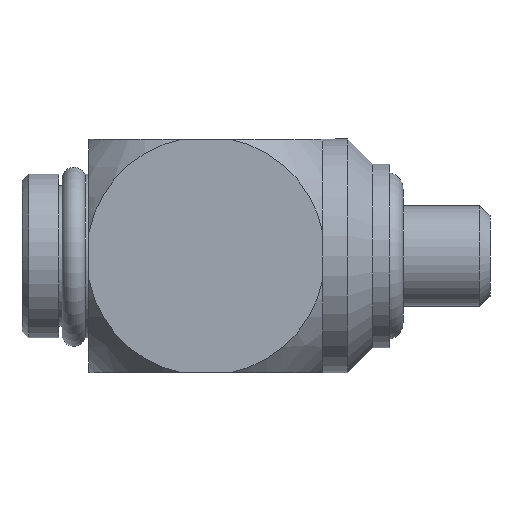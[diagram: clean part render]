
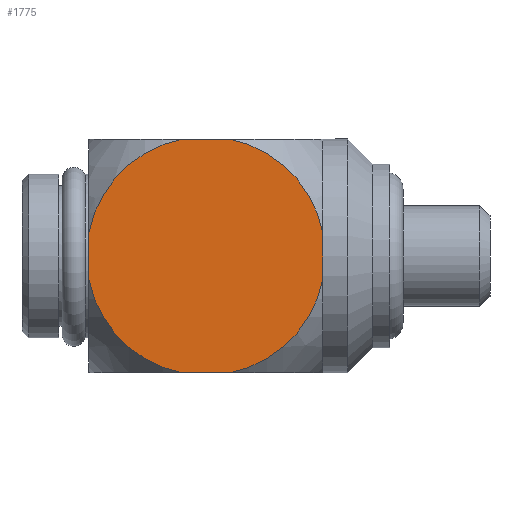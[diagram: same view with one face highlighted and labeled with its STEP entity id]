
A CAD part, left-side view. The second image highlights one B-rep face of the part: STEP entity #1775.
In plain terms, the highlighted planar face has unit normal (-1, 0, 0).
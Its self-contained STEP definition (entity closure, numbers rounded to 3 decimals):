
#1542 = VERTEX_POINT ( 'NONE', #2413 ) ;
#1556 = EDGE_CURVE ( 'NONE', #1542, #1574, #2420, .T. ) ;
#1574 = VERTEX_POINT ( 'NONE', #2487 ) ;
#1617 = VERTEX_POINT ( 'NONE', #2718 ) ;
#1618 = EDGE_CURVE ( 'NONE', #1713, #1620, #2707, .T. ) ;
#1620 = VERTEX_POINT ( 'NONE', #2697 ) ;
#1621 = EDGE_CURVE ( 'NONE', #1617, #1763, #2726, .T. ) ;
#1624 = VERTEX_POINT ( 'NONE', #2601 ) ;
#1628 = EDGE_CURVE ( 'NONE', #1676, #1542, #2618, .T. ) ;
#1635 = ORIENTED_EDGE ( 'NONE', *, *, #1621, .F. ) ;
#1636 = ORIENTED_EDGE ( 'NONE', *, *, #1637, .F. ) ;
#1637 = EDGE_CURVE ( 'NONE', #1624, #1617, #2607, .T. ) ;
#1638 = ORIENTED_EDGE ( 'NONE', *, *, #1678, .F. ) ;
#1639 = ORIENTED_EDGE ( 'NONE', *, *, #1556, .F. ) ;
#1640 = ORIENTED_EDGE ( 'NONE', *, *, #1628, .F. ) ;
#1641 = ORIENTED_EDGE ( 'NONE', *, *, #1642, .F. ) ;
#1642 = EDGE_CURVE ( 'NONE', #1620, #1676, #2621, .T. ) ;
#1643 = ORIENTED_EDGE ( 'NONE', *, *, #1618, .F. ) ;
#1644 = ORIENTED_EDGE ( 'NONE', *, *, #1645, .F. ) ;
#1645 = EDGE_CURVE ( 'NONE', #1646, #1713, #2615, .T. ) ;
#1646 = VERTEX_POINT ( 'NONE', #2608 ) ;
#1676 = VERTEX_POINT ( 'NONE', #2669 ) ;
#1678 = EDGE_CURVE ( 'NONE', #1574, #1624, #2665, .T. ) ;
#1713 = VERTEX_POINT ( 'NONE', #2831 ) ;
#1763 = VERTEX_POINT ( 'NONE', #2871 ) ;
#1775 = ADVANCED_FACE ( 'NONE', ( #2843 ), #2842, .T. ) ;
#1776 = EDGE_LOOP ( 'NONE', ( #1635, #1636, #1638, #1639, #1640, #1641, #1643, #1644, #1779 ) ) ;
#1779 = ORIENTED_EDGE ( 'NONE', *, *, #1780, .F. ) ;
#1780 = EDGE_CURVE ( 'NONE', #1763, #1646, #2889, .T. ) ;
#2406 = CARTESIAN_POINT ( 'NONE',  ( -3.5, 12., 3.5 ) ) ;
#2413 = CARTESIAN_POINT ( 'NONE',  ( -3.5, 12., -0.707 ) ) ;
#2417 = DIRECTION ( 'NONE',  ( 0., 0., 1. ) ) ;
#2418 = VECTOR ( 'NONE', #2417, 1000. ) ;
#2420 = LINE ( 'NONE', #2406, #2418 ) ;
#2487 = CARTESIAN_POINT ( 'NONE',  ( -3.5, 12., 0.707 ) ) ;
#2601 = CARTESIAN_POINT ( 'NONE',  ( -3.5, 9.207, 3.5 ) ) ;
#2605 = DIRECTION ( 'NONE',  ( 0., -1., 0. ) ) ;
#2606 = CARTESIAN_POINT ( 'NONE',  ( -3.5, 5., 3.5 ) ) ;
#2607 = LINE ( 'NONE', #2606, #2622 ) ;
#2608 = CARTESIAN_POINT ( 'NONE',  ( -3.5, 5., 0. ) ) ;
#2609 = DIRECTION ( 'NONE',  ( 0., 0., -1. ) ) ;
#2610 = VECTOR ( 'NONE', #2609, 1000. ) ;
#2611 = DIRECTION ( 'NONE',  ( 0., 1., 0. ) ) ;
#2612 = CARTESIAN_POINT ( 'NONE',  ( -3.5, 5., -3.5 ) ) ;
#2613 = VECTOR ( 'NONE', #2611, 1000. ) ;
#2614 = CARTESIAN_POINT ( 'NONE',  ( -3.5, 5., 3.5 ) ) ;
#2615 = LINE ( 'NONE', #2614, #2610 ) ;
#2616 = AXIS2_PLACEMENT_3D ( 'NONE', #2619, #2617, #2620 ) ;
#2617 = DIRECTION ( 'NONE',  ( 1., 0., 0. ) ) ;
#2618 = CIRCLE ( 'NONE', #2616, 3.571 ) ;
#2619 = CARTESIAN_POINT ( 'NONE',  ( -3.5, 8.5, 0. ) ) ;
#2620 = DIRECTION ( 'NONE',  ( 0., 0., 1. ) ) ;
#2621 = LINE ( 'NONE', #2612, #2613 ) ;
#2622 = VECTOR ( 'NONE', #2605, 1000. ) ;
#2636 = DIRECTION ( 'NONE',  ( 1., 0., 0. ) ) ;
#2637 = DIRECTION ( 'NONE',  ( 0., 0., 1. ) ) ;
#2664 = AXIS2_PLACEMENT_3D ( 'NONE', #2668, #2636, #2637 ) ;
#2665 = CIRCLE ( 'NONE', #2664, 3.571 ) ;
#2668 = CARTESIAN_POINT ( 'NONE',  ( -3.5, 8.5, 0. ) ) ;
#2669 = CARTESIAN_POINT ( 'NONE',  ( -3.5, 9.207, -3.5 ) ) ;
#2697 = CARTESIAN_POINT ( 'NONE',  ( -3.5, 7.793, -3.5 ) ) ;
#2703 = DIRECTION ( 'NONE',  ( 0., 0., 1. ) ) ;
#2704 = DIRECTION ( 'NONE',  ( 1., 0., 0. ) ) ;
#2705 = CARTESIAN_POINT ( 'NONE',  ( -3.5, 8.5, 0. ) ) ;
#2706 = AXIS2_PLACEMENT_3D ( 'NONE', #2705, #2704, #2703 ) ;
#2707 = CIRCLE ( 'NONE', #2706, 3.571 ) ;
#2718 = CARTESIAN_POINT ( 'NONE',  ( -3.5, 7.793, 3.5 ) ) ;
#2722 = DIRECTION ( 'NONE',  ( 0., 0., 1. ) ) ;
#2723 = DIRECTION ( 'NONE',  ( 1., 0., 0. ) ) ;
#2724 = CARTESIAN_POINT ( 'NONE',  ( -3.5, 8.5, 0. ) ) ;
#2725 = AXIS2_PLACEMENT_3D ( 'NONE', #2724, #2723, #2722 ) ;
#2726 = CIRCLE ( 'NONE', #2725, 3.571 ) ;
#2831 = CARTESIAN_POINT ( 'NONE',  ( -3.5, 5., -0.707 ) ) ;
#2842 = PLANE ( 'NONE',  #2852 ) ;
#2843 = FACE_OUTER_BOUND ( 'NONE', #1776, .T. ) ;
#2849 = DIRECTION ( 'NONE',  ( 0., 0., 1. ) ) ;
#2850 = DIRECTION ( 'NONE',  ( -1., 0., 0. ) ) ;
#2851 = CARTESIAN_POINT ( 'NONE',  ( -3.5, 12., -3.5 ) ) ;
#2852 = AXIS2_PLACEMENT_3D ( 'NONE', #2851, #2850, #2849 ) ;
#2871 = CARTESIAN_POINT ( 'NONE',  ( -3.5, 5., 0.707 ) ) ;
#2886 = DIRECTION ( 'NONE',  ( 0., 0., -1. ) ) ;
#2887 = VECTOR ( 'NONE', #2886, 1000. ) ;
#2888 = CARTESIAN_POINT ( 'NONE',  ( -3.5, 5., 3.5 ) ) ;
#2889 = LINE ( 'NONE', #2888, #2887 ) ;
